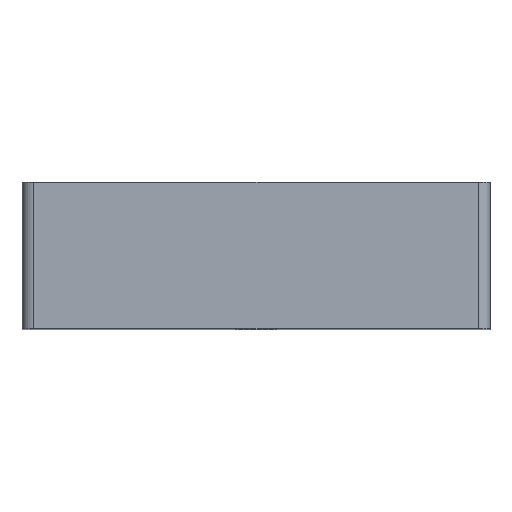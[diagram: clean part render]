
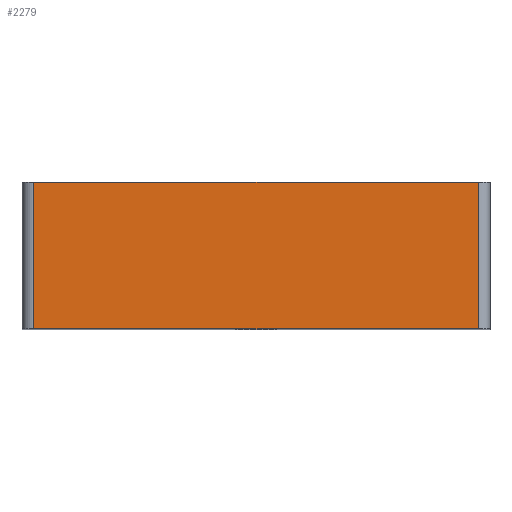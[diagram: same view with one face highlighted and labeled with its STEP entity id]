
A CAD part, top view. The second image highlights one B-rep face of the part: STEP entity #2279.
In plain terms, the highlighted planar face has unit normal (0, 0, 1).
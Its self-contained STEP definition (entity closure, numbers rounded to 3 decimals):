
#17 = CARTESIAN_POINT ( 'NONE',  ( -29.505, 16., 41.79 ) ) ;
#29 = FACE_OUTER_BOUND ( 'NONE', #2379, .T. ) ;
#76 = EDGE_CURVE ( 'NONE', #2248, #933, #2576, .T. ) ;
#218 = CARTESIAN_POINT ( 'NONE',  ( 28.005, -2.5, 41.79 ) ) ;
#605 = CARTESIAN_POINT ( 'NONE',  ( -29.505, -2.5, 41.79 ) ) ;
#612 = VECTOR ( 'NONE', #817, 1000. ) ;
#759 = CARTESIAN_POINT ( 'NONE',  ( -28.005, -2.5, 41.79 ) ) ;
#815 = ORIENTED_EDGE ( 'NONE', *, *, #910, .T. ) ;
#817 = DIRECTION ( 'NONE',  ( 0., 1., 0. ) ) ;
#910 = EDGE_CURVE ( 'NONE', #2389, #1552, #1921, .T. ) ;
#933 = VERTEX_POINT ( 'NONE', #759 ) ;
#972 = VECTOR ( 'NONE', #1939, 1000. ) ;
#1361 = CARTESIAN_POINT ( 'NONE',  ( 28.005, 16., 41.79 ) ) ;
#1467 = LINE ( 'NONE', #17, #2995 ) ;
#1552 = VERTEX_POINT ( 'NONE', #1361 ) ;
#1763 = DIRECTION ( 'NONE',  ( 1., 0., 0. ) ) ;
#1773 = EDGE_CURVE ( 'NONE', #2248, #1552, #1467, .T. ) ;
#1875 = ORIENTED_EDGE ( 'NONE', *, *, #76, .T. ) ;
#1921 = LINE ( 'NONE', #218, #612 ) ;
#1939 = DIRECTION ( 'NONE',  ( 1., 0., 0. ) ) ;
#1992 = CARTESIAN_POINT ( 'NONE',  ( -28.005, 16., 41.79 ) ) ;
#1994 = CARTESIAN_POINT ( 'NONE',  ( -28.005, -2.5, 41.79 ) ) ;
#2183 = ORIENTED_EDGE ( 'NONE', *, *, #1773, .F. ) ;
#2220 = LINE ( 'NONE', #3364, #972 ) ;
#2223 = AXIS2_PLACEMENT_3D ( 'NONE', #605, #3209, #2665 ) ;
#2248 = VERTEX_POINT ( 'NONE', #1992 ) ;
#2279 = ADVANCED_FACE ( 'NONE', ( #29 ), #2309, .T. ) ;
#2296 = DIRECTION ( 'NONE',  ( 0., -1., 0. ) ) ;
#2309 = PLANE ( 'NONE',  #2223 ) ;
#2379 = EDGE_LOOP ( 'NONE', ( #2183, #1875, #3029, #815 ) ) ;
#2389 = VERTEX_POINT ( 'NONE', #2424 ) ;
#2424 = CARTESIAN_POINT ( 'NONE',  ( 28.005, -2.5, 41.79 ) ) ;
#2576 = LINE ( 'NONE', #1994, #3377 ) ;
#2665 = DIRECTION ( 'NONE',  ( 1., 0., 0. ) ) ;
#2995 = VECTOR ( 'NONE', #1763, 1000. ) ;
#3029 = ORIENTED_EDGE ( 'NONE', *, *, #3093, .T. ) ;
#3093 = EDGE_CURVE ( 'NONE', #933, #2389, #2220, .T. ) ;
#3209 = DIRECTION ( 'NONE',  ( 0., 0., 1. ) ) ;
#3364 = CARTESIAN_POINT ( 'NONE',  ( -29.505, -2.5, 41.79 ) ) ;
#3377 = VECTOR ( 'NONE', #2296, 1000. ) ;
